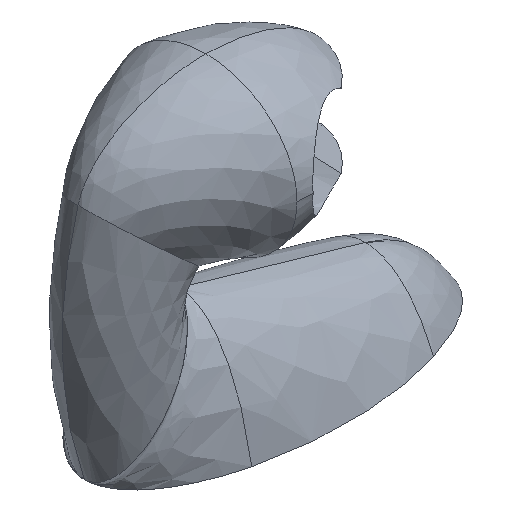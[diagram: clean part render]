
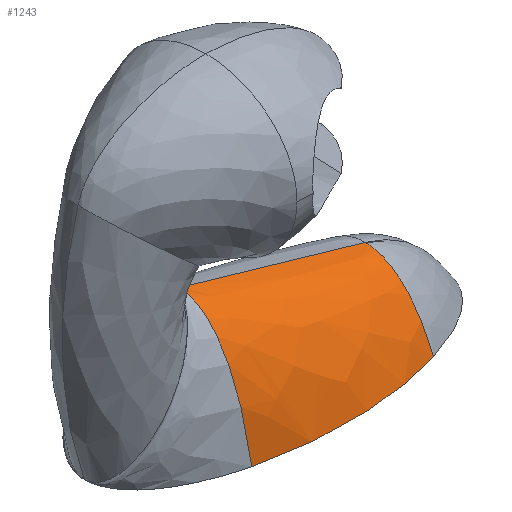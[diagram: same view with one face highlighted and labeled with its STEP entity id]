
A CAD part, isometric view. The second image highlights one B-rep face of the part: STEP entity #1243.
In plain terms, the highlighted free-form (B-spline) face has degree [3, 3] with [9, 7] control points.
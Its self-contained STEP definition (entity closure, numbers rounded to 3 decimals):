
#175=CARTESIAN_POINT('',(-19.659,-16.733,0.));
#177=CARTESIAN_POINT('',(-19.659,-16.733,0.));
#178=CARTESIAN_POINT('',(-19.659,-16.524,1.33));
#179=CARTESIAN_POINT('',(-19.659,-15.811,5.244));
#180=CARTESIAN_POINT('',(-19.659,-14.369,10.688));
#181=CARTESIAN_POINT('',(-19.659,-12.343,15.964));
#182=CARTESIAN_POINT('',(-19.659,-10.235,20.009));
#183=CARTESIAN_POINT('',(-19.659,-7.89,23.256));
#184=CARTESIAN_POINT('',(-19.659,-5.083,25.895));
#185=CARTESIAN_POINT('',(-19.659,-2.412,27.186));
#186=CARTESIAN_POINT('',(-19.659,-0.603,
27.402));
#187=CARTESIAN_POINT('',(-19.659,0.,27.402));
#207=DIRECTION('',(-0.961,0.,0.278));
#208=VECTOR('',#207,44.626);
#209=CARTESIAN_POINT('',(23.209,0.,15.));
#210=LINE('',#209,#208);
#243=CARTESIAN_POINT('',(-19.659,-16.733,0.));
#244=CARTESIAN_POINT('',(-18.188,-17.095,0.));
#245=CARTESIAN_POINT('',(-13.63,-18.06,0.));
#246=CARTESIAN_POINT('',(-6.296,-18.925,0.));
#247=CARTESIAN_POINT('',(2.085,-19.08,0.));
#248=CARTESIAN_POINT('',(10.391,-18.542,0.));
#249=CARTESIAN_POINT('',(17.5,-17.347,0.));
#250=CARTESIAN_POINT('',(21.824,-16.179,0.));
#251=CARTESIAN_POINT('',(23.209,-15.751,0.));
#253=CARTESIAN_POINT('',(23.209,-15.751,0.));
#254=CARTESIAN_POINT('',(23.209,-15.145,1.544));
#255=CARTESIAN_POINT('',(23.208,-13.137,5.91));
#256=CARTESIAN_POINT('',(23.209,-8.957,11.578));
#257=CARTESIAN_POINT('',(23.208,-4.063,14.552));
#258=CARTESIAN_POINT('',(23.209,-1.016,15.));
#259=CARTESIAN_POINT('',(23.209,0.,15.));
#476=CARTESIAN_POINT('',(23.209,0.,15.));
#477=CARTESIAN_POINT('',(-19.659,0.,27.402));
#478=VERTEX_POINT('',#476);
#479=VERTEX_POINT('',#477);
#493=VERTEX_POINT('',#175);
#494=VERTEX_POINT('',#251);
#1173=CARTESIAN_POINT('',(23.589,-15.708,
-0.195));
#1174=CARTESIAN_POINT('',(23.592,-15.087,1.41));
#1175=CARTESIAN_POINT('',(23.602,-13.072,5.817));
#1176=CARTESIAN_POINT('',(23.618,-8.887,11.483));
#1177=CARTESIAN_POINT('',(23.634,-3.914,14.5));
#1178=CARTESIAN_POINT('',(23.644,-0.766,
14.907));
#1179=CARTESIAN_POINT('',(23.647,0.363,14.867));
#1180=CARTESIAN_POINT('',(22.089,-16.185,
-0.201));
#1181=CARTESIAN_POINT('',(22.079,-15.546,1.452));
#1182=CARTESIAN_POINT('',(22.05,-13.475,5.995));
#1183=CARTESIAN_POINT('',(22.,-9.166,11.858));
#1184=CARTESIAN_POINT('',(21.951,-4.038,14.988));
#1185=CARTESIAN_POINT('',(21.92,-0.79,
15.41));
#1186=CARTESIAN_POINT('',(21.909,0.374,15.368));
#1187=CARTESIAN_POINT('',(17.649,-17.406,
-0.217));
#1188=CARTESIAN_POINT('',(17.612,-16.726,1.569));
#1189=CARTESIAN_POINT('',(17.504,-14.516,6.497));
#1190=CARTESIAN_POINT('',(17.324,-9.892,12.918));
#1191=CARTESIAN_POINT('',(17.142,-4.361,16.368));
#1192=CARTESIAN_POINT('',(17.031,-0.853,
16.833));
#1193=CARTESIAN_POINT('',(16.991,0.404,16.788));
#1194=CARTESIAN_POINT('',(10.395,-18.629,
-0.242));
#1195=CARTESIAN_POINT('',(10.356,-17.922,1.742));
#1196=CARTESIAN_POINT('',(10.242,-15.606,7.243));
#1197=CARTESIAN_POINT('',(10.052,-10.677,14.492));
#1198=CARTESIAN_POINT('',(9.859,-4.714,18.418));
#1199=CARTESIAN_POINT('',(9.742,-0.922,
18.948));
#1200=CARTESIAN_POINT('',(9.7,0.437,18.896));
#1201=CARTESIAN_POINT('',(2.087,-19.165,
-0.268));
#1202=CARTESIAN_POINT('',(2.069,-18.475,1.931));
#1203=CARTESIAN_POINT('',(2.017,-16.177,8.056));
#1204=CARTESIAN_POINT('',(1.93,-11.137,16.206));
#1205=CARTESIAN_POINT('',(1.842,-4.928,20.65));
#1206=CARTESIAN_POINT('',(1.788,-0.964,
21.25));
#1207=CARTESIAN_POINT('',(1.769,0.457,21.191));
#1208=CARTESIAN_POINT('',(-6.297,-19.003,
-0.294));
#1209=CARTESIAN_POINT('',(-6.289,-18.369,
2.121));
#1210=CARTESIAN_POINT('',(-6.267,-16.206,
8.868));
#1211=CARTESIAN_POINT('',(-6.23,-11.25,
17.92));
#1212=CARTESIAN_POINT('',(-6.192,-4.993,
22.882));
#1213=CARTESIAN_POINT('',(-6.169,-0.976,
23.552));
#1214=CARTESIAN_POINT('',(-6.161,0.463,
23.487));
#1215=CARTESIAN_POINT('',(-13.781,-18.109,
-0.318));
#1216=CARTESIAN_POINT('',(-13.762,-17.57,
2.294));
#1217=CARTESIAN_POINT('',(-13.707,-15.656,
9.615));
#1218=CARTESIAN_POINT('',(-13.616,-10.985,
19.494));
#1219=CARTESIAN_POINT('',(-13.523,-4.893,
24.931));
#1220=CARTESIAN_POINT('',(-13.466,-0.956,
25.667));
#1221=CARTESIAN_POINT('',(-13.446,0.453,
25.595));
#1222=CARTESIAN_POINT('',(-18.465,-17.092,
-0.334));
#1223=CARTESIAN_POINT('',(-18.459,-16.641,
2.411));
#1224=CARTESIAN_POINT('',(-18.441,-14.964,
10.117));
#1225=CARTESIAN_POINT('',(-18.412,-10.6,
20.554));
#1226=CARTESIAN_POINT('',(-18.383,-4.737,
26.311));
#1227=CARTESIAN_POINT('',(-18.365,-0.926,
27.09));
#1228=CARTESIAN_POINT('',(-18.358,0.439,
27.014));
#1229=CARTESIAN_POINT('',(-20.059,-16.684,
-0.34));
#1230=CARTESIAN_POINT('',(-20.061,-16.267,
2.452));
#1231=CARTESIAN_POINT('',(-20.067,-14.682,
10.294));
#1232=CARTESIAN_POINT('',(-20.076,-10.44,
20.928));
#1233=CARTESIAN_POINT('',(-20.086,-4.671,
26.798));
#1234=CARTESIAN_POINT('',(-20.091,-0.913,
27.592));
#1235=CARTESIAN_POINT('',(-20.093,0.433,
27.515));
#1236=B_SPLINE_SURFACE_WITH_KNOTS('',3,3,((#1173,#1174,#1175,#1176,#1177,#1178,
#1179),(#1180,#1181,#1182,#1183,#1184,#1185,#1186),(#1187,#1188,#1189,#1190,
#1191,#1192,#1193),(#1194,#1195,#1196,#1197,#1198,#1199,#1200),(#1201,#1202,
#1203,#1204,#1205,#1206,#1207),(#1208,#1209,#1210,#1211,#1212,#1213,#1214),(
#1215,#1216,#1217,#1218,#1219,#1220,#1221),(#1222,#1223,#1224,#1225,#1226,#1227,
#1228),(#1229,#1230,#1231,#1232,#1233,#1234,#1235)),.UNSPECIFIED.,.F.,.F.,.F.,
(4,1,1,1,1,1,4),(4,1,1,1,4),(-0.01,0.111,
0.333,0.5,0.667,0.889,1.01),(
-0.007,0.167,0.5,0.833,1.02),
.UNSPECIFIED.);
#1237=ORIENTED_EDGE('',*,*,#935,.F.);
#1238=ORIENTED_EDGE('',*,*,#913,.T.);
#1239=ORIENTED_EDGE('',*,*,#1018,.F.);
#1240=ORIENTED_EDGE('',*,*,#1159,.F.);
#1241=EDGE_LOOP('',(#1237,#1238,#1239,#1240));
#1242=FACE_OUTER_BOUND('',#1241,.F.);
#1243=ADVANCED_FACE('',(#1242),#1236,.F.);
#188=B_SPLINE_CURVE_WITH_KNOTS('',3,(#177,#178,#179,#180,#181,#182,#183,#184,
#185,#186,#187),.UNSPECIFIED.,.F.,.F.,(4,1,1,1,1,1,1,1,4),(0.,
0.083,0.25,0.375,0.5,0.625,0.75,0.917,1.),
.UNSPECIFIED.);
#252=B_SPLINE_CURVE_WITH_KNOTS('',3,(#243,#244,#245,#246,#247,#248,#249,#250,
#251),.UNSPECIFIED.,.F.,.F.,(4,1,1,1,1,1,4),(0.,0.111,
0.333,0.5,0.667,0.889,1.),
.UNSPECIFIED.);
#260=B_SPLINE_CURVE_WITH_KNOTS('',3,(#253,#254,#255,#256,#257,#258,#259),
.UNSPECIFIED.,.F.,.F.,(4,1,1,1,4),(0.,0.167,0.5,
0.833,1.),.UNSPECIFIED.);
#913=EDGE_CURVE('',#493,#479,#188,.T.);
#935=EDGE_CURVE('',#493,#494,#252,.T.);
#1018=EDGE_CURVE('',#478,#479,#210,.T.);
#1159=EDGE_CURVE('',#494,#478,#260,.T.);
